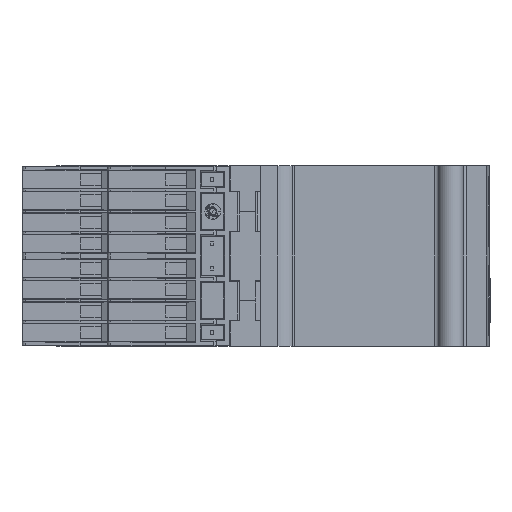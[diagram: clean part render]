
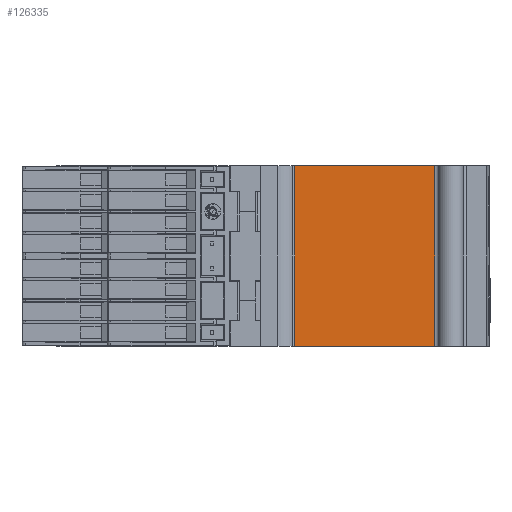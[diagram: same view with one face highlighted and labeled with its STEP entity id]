
A CAD part, left-side view. The second image highlights one B-rep face of the part: STEP entity #126335.
In plain terms, the highlighted planar face has unit normal (-1, 0, 0).
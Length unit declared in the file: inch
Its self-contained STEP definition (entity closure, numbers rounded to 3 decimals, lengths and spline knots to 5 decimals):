
#1074 = CARTESIAN_POINT ( 'NONE',  ( -1.55512, 0.06299, 1.78346 ) ) ;
#3814 = DIRECTION ( 'NONE',  ( 0., 0., 1. ) ) ;
#4896 = VECTOR ( 'NONE', #134200, 39.37008 ) ;
#5878 = VERTEX_POINT ( 'NONE', #117551 ) ;
#6049 = ORIENTED_EDGE ( 'NONE', *, *, #82615, .F. ) ;
#8584 = VECTOR ( 'NONE', #3814, 39.37008 ) ;
#10360 = EDGE_CURVE ( 'NONE', #78969, #93739, #63112, .T. ) ;
#12932 = LINE ( 'NONE', #32627, #8584 ) ;
#14825 = CARTESIAN_POINT ( 'NONE',  ( -1.55512, 0.00961, 1.78346 ) ) ;
#15452 = DIRECTION ( 'NONE',  ( 0., -1., 0. ) ) ;
#22581 = VECTOR ( 'NONE', #15452, 39.37008 ) ;
#32627 = CARTESIAN_POINT ( 'NONE',  ( -1.55512, 0.06299, 1.13189 ) ) ;
#47469 = EDGE_CURVE ( 'NONE', #5878, #93739, #62995, .T. ) ;
#60766 = EDGE_CURVE ( 'NONE', #78969, #111379, #12932, .T. ) ;
#61217 = LINE ( 'NONE', #14825, #22581 ) ;
#62995 = LINE ( 'NONE', #100867, #168510 ) ;
#63112 = LINE ( 'NONE', #159490, #4896 ) ;
#73868 = DIRECTION ( 'NONE',  ( 0., 0., -1. ) ) ;
#78969 = VERTEX_POINT ( 'NONE', #149011 ) ;
#82615 = EDGE_CURVE ( 'NONE', #111379, #5878, #61217, .T. ) ;
#93739 = VERTEX_POINT ( 'NONE', #156703 ) ;
#100867 = CARTESIAN_POINT ( 'NONE',  ( -1.55512, -1.32759, 1.13189 ) ) ;
#109738 = DIRECTION ( 'NONE',  ( 1., 0., 0. ) ) ;
#111379 = VERTEX_POINT ( 'NONE', #1074 ) ;
#117551 = CARTESIAN_POINT ( 'NONE',  ( -1.55512, -1.32759, 1.78346 ) ) ;
#121744 = AXIS2_PLACEMENT_3D ( 'NONE', #165155, #109738, #151316 ) ;
#126335 = ADVANCED_FACE ( 'NONE', ( #128337 ), #178413, .F. ) ;
#128337 = FACE_OUTER_BOUND ( 'NONE', #175132, .T. ) ;
#128933 = ORIENTED_EDGE ( 'NONE', *, *, #10360, .T. ) ;
#130919 = ORIENTED_EDGE ( 'NONE', *, *, #47469, .F. ) ;
#134200 = DIRECTION ( 'NONE',  ( 0., -1., 0. ) ) ;
#142152 = ORIENTED_EDGE ( 'NONE', *, *, #60766, .F. ) ;
#149011 = CARTESIAN_POINT ( 'NONE',  ( -1.55512, 0.06299, -0.00787 ) ) ;
#151316 = DIRECTION ( 'NONE',  ( 0., 0., -1. ) ) ;
#156703 = CARTESIAN_POINT ( 'NONE',  ( -1.55512, -1.32759, -0.00787 ) ) ;
#159490 = CARTESIAN_POINT ( 'NONE',  ( -1.55512, 0., -0.00787 ) ) ;
#165155 = CARTESIAN_POINT ( 'NONE',  ( -1.55512, 0.08268, 1.13189 ) ) ;
#168510 = VECTOR ( 'NONE', #73868, 39.37008 ) ;
#175132 = EDGE_LOOP ( 'NONE', ( #142152, #128933, #130919, #6049 ) ) ;
#178413 = PLANE ( 'NONE',  #121744 ) ;
